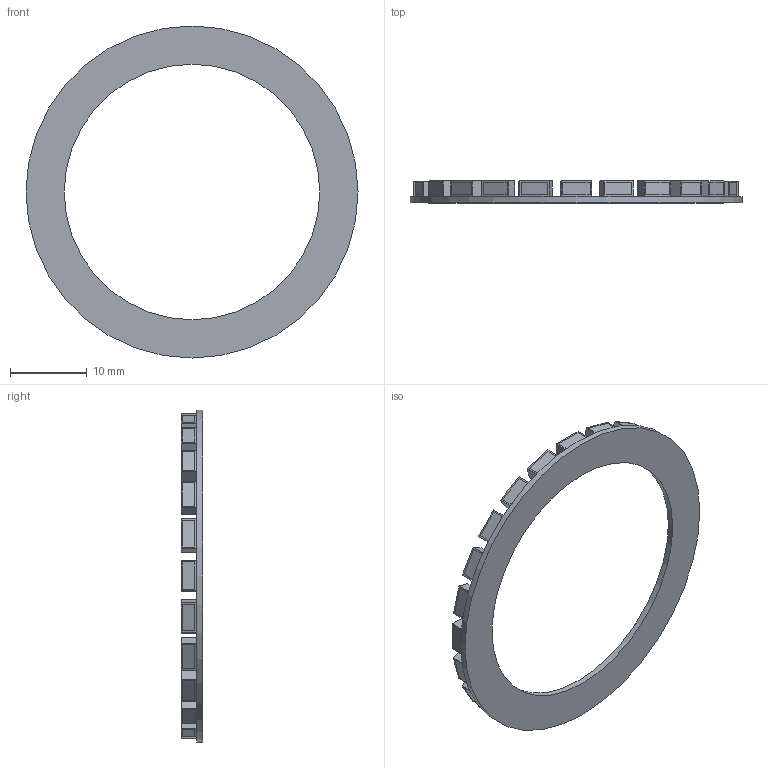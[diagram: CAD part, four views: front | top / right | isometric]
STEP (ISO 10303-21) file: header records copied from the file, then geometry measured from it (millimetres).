
FILE_DESCRIPTION(/* description */ (''),/* implementation_level */ '2;1');
FILE_NAME(/* name */ '24led_sk6812_side_4020_ring_out v1.step',/* time_stamp */ '2019-06-25T15:40:02+08:00',/* author */ (''),/* organization */ (''),/* preprocessor_version */ 'ST-DEVELOPER v18',/* originating_system */ 'Autodesk Translation Framework v8.2.0.1029',/* authorisation */ '');
FILE_SCHEMA (('AUTOMOTIVE_DESIGN { 1 0 10303 214 3 1 1 }'));
Length unit declared in the file: millimetre
Products named in the file (5): 24led_sk6812_side_4020_ring_out; capacitor-0402; Component1; sk6812-4020; Component1_1
Assembly tree (50 placements, depth 3):
  24led_sk6812_side_4020_ring_out
    sk6812-4020  x24
      Component1_1
    capacitor-0402  x24
      Component1
Bounding box: 43.4 x 2.84 x 43.4 mm (x, y, z)
Volume: 809.3 mm3; surface area: 3069.5 mm2
Topology: 313 solids, 313 shells, 1996 faces, 4038 edges, 2692 vertices
Faces by surface type: plane 1994, cylinder 2
Full cylindrical faces by diameter (mm): 33.4 x1, 43.4 x1
Entity records: 2801 total; most frequent: DIRECTION 464, CARTESIAN_POINT 433, ORIENTED_EDGE 348, EDGE_CURVE 174, LINE 170, VECTOR 170, AXIS2_PLACEMENT_3D 147, VERTEX_POINT 116
